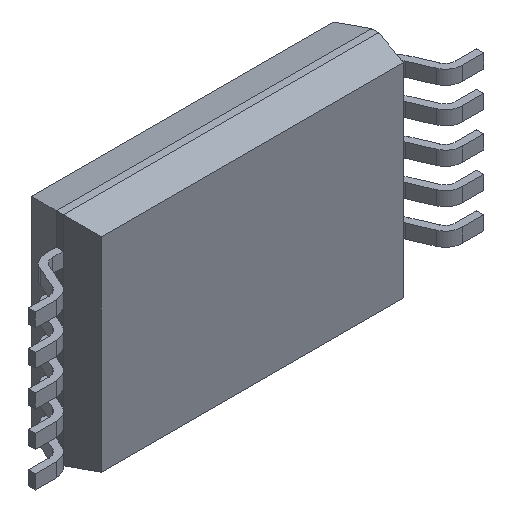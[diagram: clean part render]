
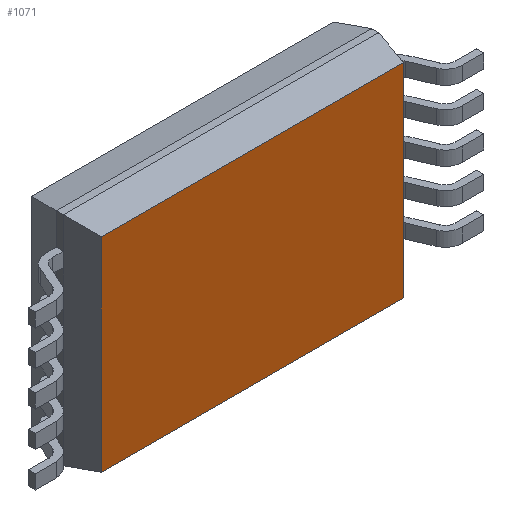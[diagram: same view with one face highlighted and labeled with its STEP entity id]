
A CAD part, isometric view. The second image highlights one B-rep face of the part: STEP entity #1071.
In plain terms, the highlighted planar face has unit normal (0, -1, 0).
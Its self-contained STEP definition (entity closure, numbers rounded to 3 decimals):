
#19 = DIRECTION ( 'NONE',  ( 0., 0., 1. ) ) ;
#42 = ORIENTED_EDGE ( 'NONE', *, *, #231, .F. ) ;
#85 = EDGE_CURVE ( 'NONE', #977, #992, #643, .T. ) ;
#113 = DIRECTION ( 'NONE',  ( 1., 0., 0. ) ) ;
#126 = VERTEX_POINT ( 'NONE', #1420 ) ;
#131 = CARTESIAN_POINT ( 'NONE',  ( 2.154, -0.5, 1.454 ) ) ;
#231 = EDGE_CURVE ( 'NONE', #126, #977, #780, .T. ) ;
#266 = CARTESIAN_POINT ( 'NONE',  ( -2.25, -0.5, 1.55 ) ) ;
#293 = LINE ( 'NONE', #1036, #329 ) ;
#301 = VECTOR ( 'NONE', #1052, 1000. ) ;
#329 = VECTOR ( 'NONE', #19, 1000. ) ;
#371 = EDGE_CURVE ( 'NONE', #889, #126, #293, .T. ) ;
#373 = PLANE ( 'NONE',  #516 ) ;
#378 = DIRECTION ( 'NONE',  ( 0., 0., 1. ) ) ;
#462 = EDGE_LOOP ( 'NONE', ( #1274, #42, #1462, #1268 ) ) ;
#516 = AXIS2_PLACEMENT_3D ( 'NONE', #266, #1096, #378 ) ;
#643 = LINE ( 'NONE', #1405, #1290 ) ;
#666 = VECTOR ( 'NONE', #113, 1000. ) ;
#780 = LINE ( 'NONE', #1053, #666 ) ;
#793 = LINE ( 'NONE', #1403, #301 ) ;
#889 = VERTEX_POINT ( 'NONE', #1526 ) ;
#916 = EDGE_CURVE ( 'NONE', #992, #889, #793, .T. ) ;
#977 = VERTEX_POINT ( 'NONE', #131 ) ;
#992 = VERTEX_POINT ( 'NONE', #1321 ) ;
#1036 = CARTESIAN_POINT ( 'NONE',  ( -2.154, -0.5, 1.55 ) ) ;
#1052 = DIRECTION ( 'NONE',  ( -1., 0., 0. ) ) ;
#1053 = CARTESIAN_POINT ( 'NONE',  ( -2.25, -0.5, 1.454 ) ) ;
#1071 = ADVANCED_FACE ( 'NONE', ( #1076 ), #373, .F. ) ;
#1076 = FACE_OUTER_BOUND ( 'NONE', #462, .T. ) ;
#1096 = DIRECTION ( 'NONE',  ( 0., 1., 0. ) ) ;
#1268 = ORIENTED_EDGE ( 'NONE', *, *, #916, .F. ) ;
#1274 = ORIENTED_EDGE ( 'NONE', *, *, #85, .F. ) ;
#1290 = VECTOR ( 'NONE', #1299, 1000. ) ;
#1299 = DIRECTION ( 'NONE',  ( 0., 0., -1. ) ) ;
#1321 = CARTESIAN_POINT ( 'NONE',  ( 2.154, -0.5, -1.454 ) ) ;
#1403 = CARTESIAN_POINT ( 'NONE',  ( -2.25, -0.5, -1.454 ) ) ;
#1405 = CARTESIAN_POINT ( 'NONE',  ( 2.154, -0.5, 1.55 ) ) ;
#1420 = CARTESIAN_POINT ( 'NONE',  ( -2.154, -0.5, 1.454 ) ) ;
#1462 = ORIENTED_EDGE ( 'NONE', *, *, #371, .F. ) ;
#1526 = CARTESIAN_POINT ( 'NONE',  ( -2.154, -0.5, -1.454 ) ) ;
